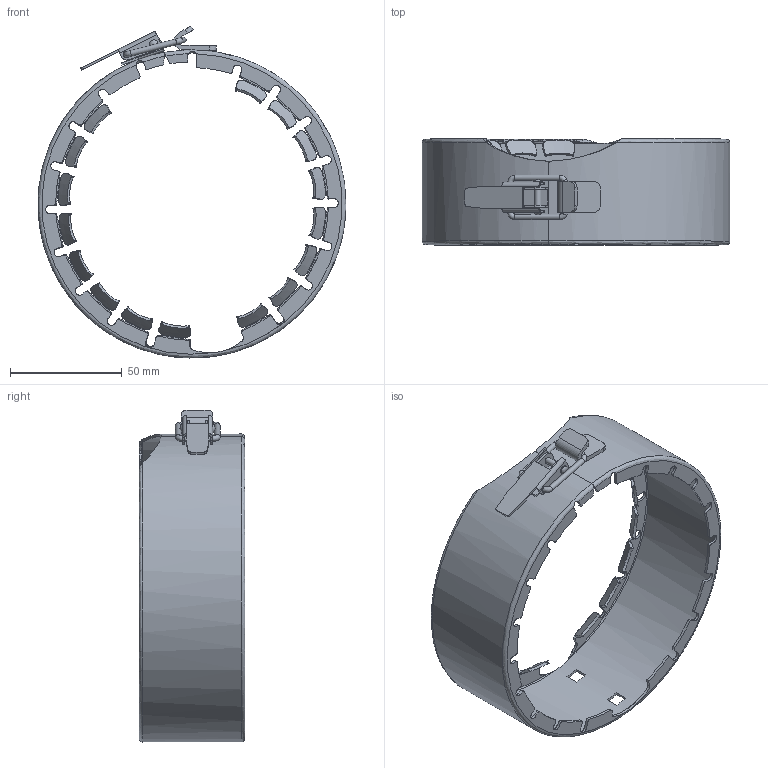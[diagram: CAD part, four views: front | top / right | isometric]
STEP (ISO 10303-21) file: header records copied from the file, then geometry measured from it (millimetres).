
FILE_DESCRIPTION(/* description */ ('STEP AP214'),/* implementation_level */ '2;1');
FILE_NAME(/* name */ '881535z.stp',/* time_stamp */ '2025-04-01T11:43:43+02:00',/* author */ ('corinna'),/* organization */ (''),/* preprocessor_version */ 'ST-DEVELOPER v20',/* originating_system */ 'Autodesk Inventor 2024',/* authorisation */ '');
FILE_SCHEMA (('AUTOMOTIVE_DESIGN { 1 0 10303 214 3 1 1 }'));
Products named in the file (1): 881535z
Bounding box: 137.97 x 47.43 x 148.73 mm (x, y, z)
Volume: 32512.3 mm3; surface area: 56365.6 mm2
Topology: 6 solids, 6 shells, 1087 faces, 3082 edges, 2009 vertices
Faces by surface type: bspline 857, plane 134, cylinder 87, torus 7, sphere 2
Full cylindrical faces by diameter (mm): 2.5 x4, 2.8 x1, 3 x8, 135.601 x1, 138.001 x1
Entity records: 72317 total; most frequent: CARTESIAN_POINT 48214, ORIENTED_EDGE 6164, EDGE_CURVE 3082, DIRECTION 3069, VERTEX_POINT 2009, LINE 1399, VECTOR 1399, EDGE_LOOP 1109
